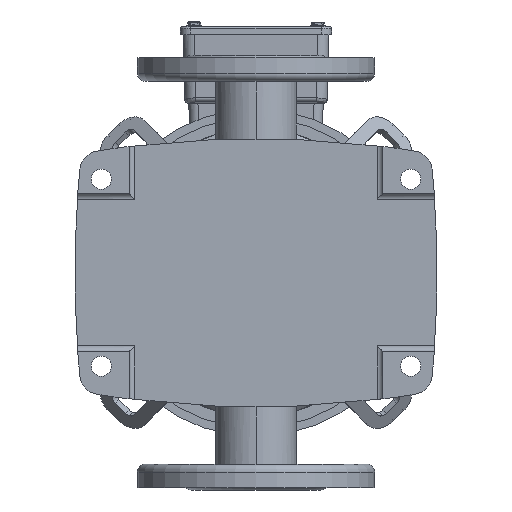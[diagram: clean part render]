
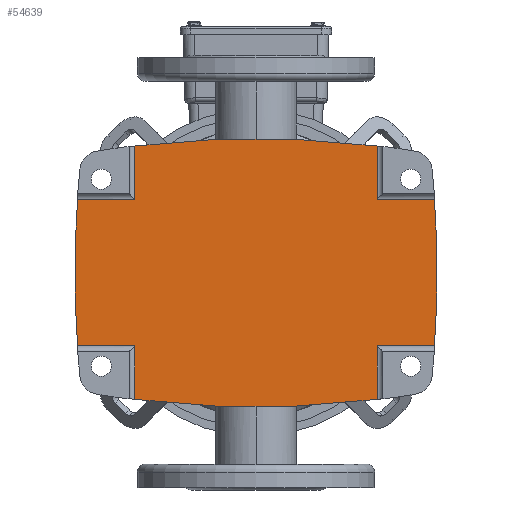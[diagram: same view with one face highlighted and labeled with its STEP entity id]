
A CAD part, front view. The second image highlights one B-rep face of the part: STEP entity #54639.
In plain terms, the highlighted planar face has unit normal (0, -1, 0).
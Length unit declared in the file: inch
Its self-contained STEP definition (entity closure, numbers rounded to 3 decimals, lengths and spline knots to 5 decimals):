
#621 = VERTEX_POINT ( 'NONE', #22004 ) ;
#757 = PLANE ( 'NONE',  #12987 ) ;
#849 = AXIS2_PLACEMENT_3D ( 'NONE', #41922, #69890, #52854 ) ;
#1480 = CARTESIAN_POINT ( 'NONE',  ( 3.46496, 0.19685, 3.31346 ) ) ;
#1743 = DIRECTION ( 'NONE',  ( 1., 0., 0. ) ) ;
#1906 = AXIS2_PLACEMENT_3D ( 'NONE', #6403, #5687, #61553 ) ;
#2480 = CARTESIAN_POINT ( 'NONE',  ( 1.99928, 0.19685, 3.31346 ) ) ;
#2945 = ORIENTED_EDGE ( 'NONE', *, *, #21795, .T. ) ;
#3171 = ORIENTED_EDGE ( 'NONE', *, *, #19485, .T. ) ;
#3946 = CARTESIAN_POINT ( 'NONE',  ( 0., 0.19685, 23.10236 ) ) ;
#3994 = VERTEX_POINT ( 'NONE', #20895 ) ;
#4102 = EDGE_CURVE ( 'NONE', #63630, #44464, #31318, .T. ) ;
#4745 = ORIENTED_EDGE ( 'NONE', *, *, #13483, .T. ) ;
#4839 = CARTESIAN_POINT ( 'NONE',  ( 1.99928, 0.19685, -4.87898 ) ) ;
#4888 = CARTESIAN_POINT ( 'NONE',  ( -23.10236, 0.19685, 0. ) ) ;
#5687 = DIRECTION ( 'NONE',  ( 0., -1., 0. ) ) ;
#6369 = DIRECTION ( 'NONE',  ( 0., 1., 0. ) ) ;
#6403 = CARTESIAN_POINT ( 'NONE',  ( 0., 0.19685, -23.10236 ) ) ;
#9522 = DIRECTION ( 'NONE',  ( 0., 1., 0. ) ) ;
#10543 = ORIENTED_EDGE ( 'NONE', *, *, #31630, .F. ) ;
#11350 = CARTESIAN_POINT ( 'NONE',  ( -1.99928, 0.19685, 3.31346 ) ) ;
#11435 = CARTESIAN_POINT ( 'NONE',  ( -4.59646, 0.19685, 3.31346 ) ) ;
#11829 = AXIS2_PLACEMENT_3D ( 'NONE', #4888, #54481, #15375 ) ;
#12644 = VERTEX_POINT ( 'NONE', #56071 ) ;
#12987 = AXIS2_PLACEMENT_3D ( 'NONE', #67153, #6369, #17803 ) ;
#13483 = EDGE_CURVE ( 'NONE', #33217, #621, #58484, .T. ) ;
#14389 = VERTEX_POINT ( 'NONE', #27527 ) ;
#14875 = ORIENTED_EDGE ( 'NONE', *, *, #15917, .T. ) ;
#15375 = DIRECTION ( 'NONE',  ( 0., 0., 1. ) ) ;
#15760 = CARTESIAN_POINT ( 'NONE',  ( 23.10236, 0.19685, 0. ) ) ;
#15917 = EDGE_CURVE ( 'NONE', #44464, #36293, #55386, .T. ) ;
#16269 = ORIENTED_EDGE ( 'NONE', *, *, #43586, .T. ) ;
#17614 = EDGE_CURVE ( 'NONE', #33661, #34794, #52596, .T. ) ;
#17662 = DIRECTION ( 'NONE',  ( 0., 0., 1. ) ) ;
#17803 = DIRECTION ( 'NONE',  ( 0., 0., 1. ) ) ;
#18156 = ORIENTED_EDGE ( 'NONE', *, *, #26969, .F. ) ;
#19485 = EDGE_CURVE ( 'NONE', #621, #58103, #31542, .T. ) ;
#19523 = LINE ( 'NONE', #38757, #65592 ) ;
#20667 = CARTESIAN_POINT ( 'NONE',  ( 1.99928, 0.19685, -6.87992 ) ) ;
#20895 = CARTESIAN_POINT ( 'NONE',  ( -3.46496, 0.19685, -3.31346 ) ) ;
#20971 = ORIENTED_EDGE ( 'NONE', *, *, #27171, .F. ) ;
#21292 = ORIENTED_EDGE ( 'NONE', *, *, #29699, .T. ) ;
#21355 = LINE ( 'NONE', #46217, #32593 ) ;
#21795 = EDGE_CURVE ( 'NONE', #3994, #12644, #21355, .T. ) ;
#22004 = CARTESIAN_POINT ( 'NONE',  ( 0., 0.19685, 4.95031 ) ) ;
#22217 = EDGE_CURVE ( 'NONE', #48647, #59128, #19523, .T. ) ;
#22359 = VECTOR ( 'NONE', #17662, 39.37008 ) ;
#24050 = VERTEX_POINT ( 'NONE', #30127 ) ;
#25797 = VECTOR ( 'NONE', #41516, 39.37008 ) ;
#26969 = EDGE_CURVE ( 'NONE', #34794, #58103, #44682, .T. ) ;
#27171 = EDGE_CURVE ( 'NONE', #63630, #24050, #50766, .T. ) ;
#27269 = CIRCLE ( 'NONE', #69023, 26.77315 ) ;
#27527 = CARTESIAN_POINT ( 'NONE',  ( -1.99928, 0.19685, -4.87898 ) ) ;
#28084 = LINE ( 'NONE', #40830, #56808 ) ;
#29060 = VECTOR ( 'NONE', #61872, 39.37008 ) ;
#29699 = EDGE_CURVE ( 'NONE', #33661, #3994, #27269, .T. ) ;
#30127 = CARTESIAN_POINT ( 'NONE',  ( 0., 0.19685, -4.95031 ) ) ;
#31318 = LINE ( 'NONE', #20667, #33914 ) ;
#31542 = CIRCLE ( 'NONE', #1906, 28.05268 ) ;
#31630 = EDGE_CURVE ( 'NONE', #24050, #14389, #67411, .T. ) ;
#31791 = ORIENTED_EDGE ( 'NONE', *, *, #32590, .F. ) ;
#32590 = EDGE_CURVE ( 'NONE', #14389, #12644, #28084, .T. ) ;
#32593 = VECTOR ( 'NONE', #1743, 39.37008 ) ;
#33151 = CARTESIAN_POINT ( 'NONE',  ( 3.46496, 0.19685, -3.31346 ) ) ;
#33208 = DIRECTION ( 'NONE',  ( 0., 0., 1. ) ) ;
#33217 = VERTEX_POINT ( 'NONE', #37078 ) ;
#33661 = VERTEX_POINT ( 'NONE', #41656 ) ;
#33914 = VECTOR ( 'NONE', #33208, 39.37008 ) ;
#33926 = CARTESIAN_POINT ( 'NONE',  ( -1.99928, 0.19685, -6.87992 ) ) ;
#34794 = VERTEX_POINT ( 'NONE', #11350 ) ;
#36293 = VERTEX_POINT ( 'NONE', #33151 ) ;
#37078 = CARTESIAN_POINT ( 'NONE',  ( 1.99928, 0.19685, 4.87898 ) ) ;
#37615 = DIRECTION ( 'NONE',  ( 0., -1., 0. ) ) ;
#38308 = CARTESIAN_POINT ( 'NONE',  ( 1.99928, 0.19685, -3.31346 ) ) ;
#38757 = CARTESIAN_POINT ( 'NONE',  ( -4.59646, 0.19685, 3.31346 ) ) ;
#39683 = AXIS2_PLACEMENT_3D ( 'NONE', #58475, #41960, #69449 ) ;
#39735 = AXIS2_PLACEMENT_3D ( 'NONE', #3946, #9522, #48413 ) ;
#40111 = EDGE_LOOP ( 'NONE', ( #18156, #71514, #21292, #2945, #31791, #10543, #20971, #59406, #14875, #52918, #68967, #16269, #4745, #3171 ) ) ;
#40830 = CARTESIAN_POINT ( 'NONE',  ( -1.99928, 0.19685, -6.87992 ) ) ;
#41516 = DIRECTION ( 'NONE',  ( 1., 0., 0. ) ) ;
#41562 = DIRECTION ( 'NONE',  ( 0., 0., 1. ) ) ;
#41656 = CARTESIAN_POINT ( 'NONE',  ( -3.46496, 0.19685, 3.31346 ) ) ;
#41744 = CARTESIAN_POINT ( 'NONE',  ( -4.59646, 0.19685, -3.31346 ) ) ;
#41922 = CARTESIAN_POINT ( 'NONE',  ( 0., 0.19685, 23.10236 ) ) ;
#41960 = DIRECTION ( 'NONE',  ( 0., -1., 0. ) ) ;
#43586 = EDGE_CURVE ( 'NONE', #48647, #33217, #71010, .T. ) ;
#43884 = VECTOR ( 'NONE', #50815, 39.37008 ) ;
#44464 = VERTEX_POINT ( 'NONE', #38308 ) ;
#44682 = LINE ( 'NONE', #33926, #29060 ) ;
#45085 = CARTESIAN_POINT ( 'NONE',  ( 1.99928, 0.19685, -6.87992 ) ) ;
#45474 = CARTESIAN_POINT ( 'NONE',  ( -1.99928, 0.19685, 4.87898 ) ) ;
#46217 = CARTESIAN_POINT ( 'NONE',  ( -4.59646, 0.19685, -3.31346 ) ) ;
#48413 = DIRECTION ( 'NONE',  ( 0., 0., 1. ) ) ;
#48647 = VERTEX_POINT ( 'NONE', #2480 ) ;
#48924 = EDGE_CURVE ( 'NONE', #59128, #36293, #59399, .T. ) ;
#50766 = CIRCLE ( 'NONE', #849, 28.05268 ) ;
#50815 = DIRECTION ( 'NONE',  ( 1., 0., 0. ) ) ;
#52596 = LINE ( 'NONE', #11435, #43884 ) ;
#52854 = DIRECTION ( 'NONE',  ( 0., 0., 1. ) ) ;
#52918 = ORIENTED_EDGE ( 'NONE', *, *, #48924, .F. ) ;
#54481 = DIRECTION ( 'NONE',  ( 0., 1., 0. ) ) ;
#54638 = DIRECTION ( 'NONE',  ( 0., 0., 1. ) ) ;
#54639 = ADVANCED_FACE ( 'NONE', ( #71852 ), #757, .F. ) ;
#55386 = LINE ( 'NONE', #41744, #25797 ) ;
#56071 = CARTESIAN_POINT ( 'NONE',  ( -1.99928, 0.19685, -3.31346 ) ) ;
#56808 = VECTOR ( 'NONE', #41562, 39.37008 ) ;
#58103 = VERTEX_POINT ( 'NONE', #45474 ) ;
#58475 = CARTESIAN_POINT ( 'NONE',  ( 0., 0.19685, -23.10236 ) ) ;
#58484 = CIRCLE ( 'NONE', #39683, 28.05268 ) ;
#59128 = VERTEX_POINT ( 'NONE', #1480 ) ;
#59399 = CIRCLE ( 'NONE', #11829, 26.77315 ) ;
#59406 = ORIENTED_EDGE ( 'NONE', *, *, #4102, .T. ) ;
#61553 = DIRECTION ( 'NONE',  ( 0., 0., 1. ) ) ;
#61872 = DIRECTION ( 'NONE',  ( 0., 0., 1. ) ) ;
#63630 = VERTEX_POINT ( 'NONE', #4839 ) ;
#65592 = VECTOR ( 'NONE', #71613, 39.37008 ) ;
#67153 = CARTESIAN_POINT ( 'NONE',  ( -1.99928, 0.19685, -6.87992 ) ) ;
#67411 = CIRCLE ( 'NONE', #39735, 28.05268 ) ;
#68967 = ORIENTED_EDGE ( 'NONE', *, *, #22217, .F. ) ;
#69023 = AXIS2_PLACEMENT_3D ( 'NONE', #15760, #37615, #54638 ) ;
#69449 = DIRECTION ( 'NONE',  ( 0., 0., 1. ) ) ;
#69890 = DIRECTION ( 'NONE',  ( 0., 1., 0. ) ) ;
#71010 = LINE ( 'NONE', #45085, #22359 ) ;
#71514 = ORIENTED_EDGE ( 'NONE', *, *, #17614, .F. ) ;
#71613 = DIRECTION ( 'NONE',  ( 1., 0., 0. ) ) ;
#71852 = FACE_OUTER_BOUND ( 'NONE', #40111, .T. ) ;
